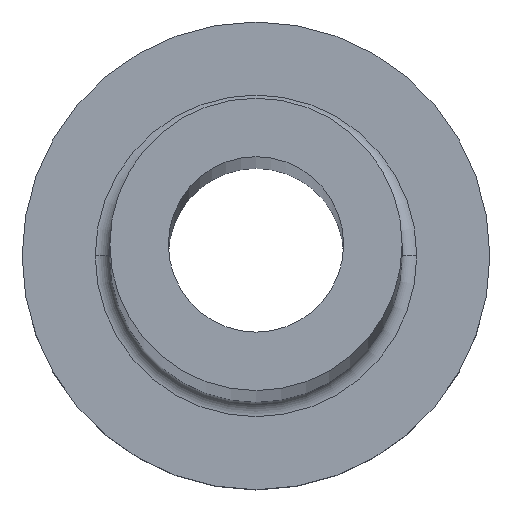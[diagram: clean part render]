
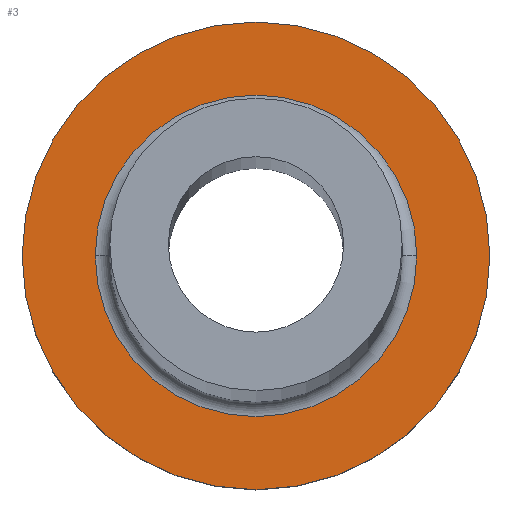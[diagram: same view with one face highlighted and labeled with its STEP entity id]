
A CAD part, top view. The second image highlights one B-rep face of the part: STEP entity #3.
In plain terms, the highlighted planar face has unit normal (0, 0, 1).
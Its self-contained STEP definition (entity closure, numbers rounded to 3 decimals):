
#3 = ADVANCED_FACE ( 'NONE', ( #100, #138 ), #22, .T. ) ;
#11 = CARTESIAN_POINT ( 'NONE',  ( 0., 0., 5. ) ) ;
#21 = CIRCLE ( 'NONE', #97, 5.5 ) ;
#22 = PLANE ( 'NONE',  #314 ) ;
#27 = EDGE_CURVE ( 'NONE', #272, #60, #342, .T. ) ;
#58 = CARTESIAN_POINT ( 'NONE',  ( 0., 0., 5. ) ) ;
#60 = VERTEX_POINT ( 'NONE', #231 ) ;
#68 = DIRECTION ( 'NONE',  ( 1., 0., 0. ) ) ;
#72 = CARTESIAN_POINT ( 'NONE',  ( -5.5, 0., 5. ) ) ;
#81 = DIRECTION ( 'NONE',  ( 1., 0., 0. ) ) ;
#82 = AXIS2_PLACEMENT_3D ( 'NONE', #262, #177, #174 ) ;
#97 = AXIS2_PLACEMENT_3D ( 'NONE', #58, #149, #352 ) ;
#100 = FACE_BOUND ( 'NONE', #378, .T. ) ;
#105 = CIRCLE ( 'NONE', #82, 8. ) ;
#112 = ORIENTED_EDGE ( 'NONE', *, *, #137, .T. ) ;
#120 = ORIENTED_EDGE ( 'NONE', *, *, #27, .T. ) ;
#122 = AXIS2_PLACEMENT_3D ( 'NONE', #260, #197, #254 ) ;
#137 = EDGE_CURVE ( 'NONE', #220, #330, #21, .T. ) ;
#138 = FACE_OUTER_BOUND ( 'NONE', #187, .T. ) ;
#149 = DIRECTION ( 'NONE',  ( 0., 0., -1. ) ) ;
#174 = DIRECTION ( 'NONE',  ( 1., 0., 0. ) ) ;
#177 = DIRECTION ( 'NONE',  ( 0., 0., 1. ) ) ;
#181 = ORIENTED_EDGE ( 'NONE', *, *, #209, .T. ) ;
#184 = ORIENTED_EDGE ( 'NONE', *, *, #328, .T. ) ;
#187 = EDGE_LOOP ( 'NONE', ( #181, #120 ) ) ;
#197 = DIRECTION ( 'NONE',  ( 0., 0., 1. ) ) ;
#209 = EDGE_CURVE ( 'NONE', #60, #272, #105, .T. ) ;
#220 = VERTEX_POINT ( 'NONE', #291 ) ;
#229 = DIRECTION ( 'NONE',  ( 0., 0., -1. ) ) ;
#231 = CARTESIAN_POINT ( 'NONE',  ( -8., 0., 5. ) ) ;
#249 = CARTESIAN_POINT ( 'NONE',  ( 8., 0., 5. ) ) ;
#254 = DIRECTION ( 'NONE',  ( 1., 0., 0. ) ) ;
#260 = CARTESIAN_POINT ( 'NONE',  ( 0., 0., 5. ) ) ;
#262 = CARTESIAN_POINT ( 'NONE',  ( 0., 0., 5. ) ) ;
#272 = VERTEX_POINT ( 'NONE', #249 ) ;
#291 = CARTESIAN_POINT ( 'NONE',  ( 5.5, 0., 5. ) ) ;
#314 = AXIS2_PLACEMENT_3D ( 'NONE', #343, #337, #81 ) ;
#319 = CIRCLE ( 'NONE', #358, 5.5 ) ;
#328 = EDGE_CURVE ( 'NONE', #330, #220, #319, .T. ) ;
#330 = VERTEX_POINT ( 'NONE', #72 ) ;
#337 = DIRECTION ( 'NONE',  ( 0., 0., 1. ) ) ;
#342 = CIRCLE ( 'NONE', #122, 8. ) ;
#343 = CARTESIAN_POINT ( 'NONE',  ( 0., 0., 5. ) ) ;
#352 = DIRECTION ( 'NONE',  ( 1., 0., 0. ) ) ;
#358 = AXIS2_PLACEMENT_3D ( 'NONE', #11, #229, #68 ) ;
#378 = EDGE_LOOP ( 'NONE', ( #112, #184 ) ) ;
